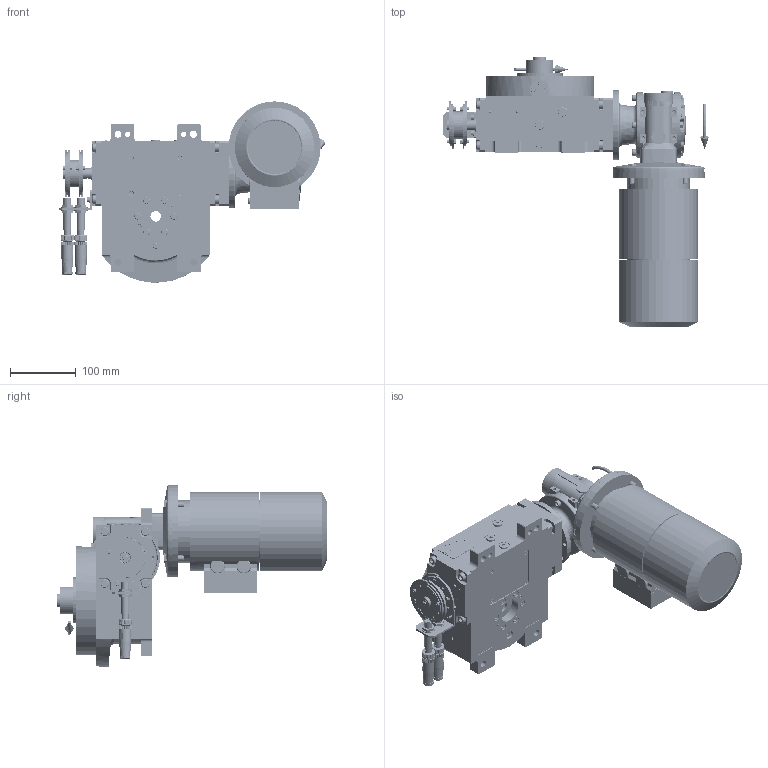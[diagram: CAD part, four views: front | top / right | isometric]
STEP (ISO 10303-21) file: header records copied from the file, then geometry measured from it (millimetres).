
FILE_DESCRIPTION (( 'STEP AP203' ), '1' );
FILE_NAME ('PC5200452.step', '2024-06-27T14:33:02', ( '' ), ( '' ), 'SwSTEP 2.0', 'SolidWorks 2020', '' );
FILE_SCHEMA (( 'CONFIG_CONTROL_DESIGN' ));
Length unit declared in the file: millimetre
Products named in the file (88): cfn2000_01_129; rig04_015; rig04_003_10; cfn2400_04_024; cfn2155_01_186; rig04_014; cfn2000_01_184; cfn2000_01_161; cfn2000_01_147; cfn2000_01_151; AS_rig04_004_s_001; RMI40_F1_SX_63B5; cfn2203_02_001; cfn2104_02_017; cfn2115_02_194; rig04_007_master; AS_rig04_004_s_002; rig04_002_bl_011; cfn2003_01_063; cfn2128_04_011; cfn2000_01_185; AS_cfn2400_04_024; cfn2070_05_001; cfn2104_01_002; cfn2476_01_001_48x38; AS_rig04_002_bl_011; rig04_004_s_001; olio_agip_blasia_150; AS_rig04_071_10_m; cfn2205_01_012; rig04_005; AS_rig04_014; rig04_004_s_002; cfn2276_01_065; cfn2151_01_087; cfn2155_01_007; rig06_021; cfn2104_01_016; cfn2107_01_001; AS_rig04_015 ...
Assembly tree (91 placements, depth 3):
  cfn2203_02_001
  rig04_007_master
  olio_agip_blasia_150
  cfn2205_01_012
  cfn2276_01_065
Bounding box: 404.5 x 412.49 x 275.88 mm (x, y, z)
Volume: 4981509 mm3; surface area: 839662.1 mm2
Topology: 93 solids, 97 shells, 6168 faces, 15642 edges, 9927 vertices
Faces by surface type: plane 2809, cylinder 2124, cone 1044, torus 167, bspline 18, sphere 6
Entity records: 168371 total; most frequent: CARTESIAN_POINT 41646, DIRECTION 24666, ORIENTED_EDGE 24362, EDGE_CURVE 12181, AXIS2_PLACEMENT_3D 9088, VERTEX_POINT 7821, LINE 6490, VECTOR 6490
